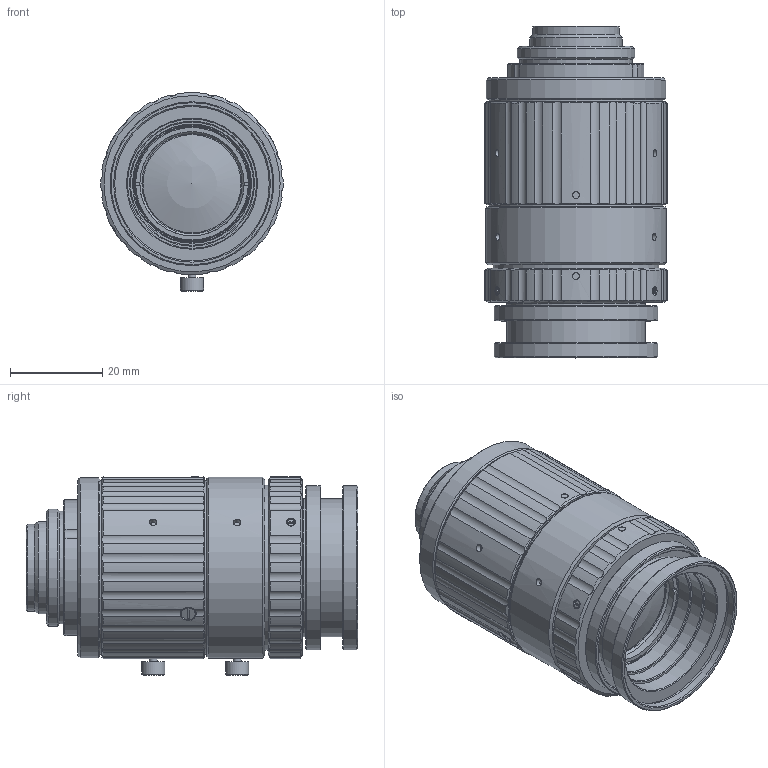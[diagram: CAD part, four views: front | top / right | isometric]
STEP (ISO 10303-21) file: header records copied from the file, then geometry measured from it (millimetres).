
FILE_DESCRIPTION(('STEP AP214'),'1');
FILE_NAME('SM3522-MP20.stp','2023-05-11T06:24:32',(' '),(' '),'Spatial InterOp 3D',' ',' ');
FILE_SCHEMA(('AUTOMOTIVE_DESIGN { 1 0 10303 214 1 1 1 1 }'));
Length unit declared in the file: metre
Products named in the file (3): SM3522-MP20; Component1; Component2
Assembly tree (2 placements, depth 2):
  SM3522-MP20
    Component1
    Component2
Bounding box: 39.5 x 71.91 x 43.11 mm (x, y, z)
Volume: 123139.9 mm3; surface area: 26901.2 mm2
Topology: 2 solids, 2 shells, 775 faces, 1966 edges, 1288 vertices
Faces by surface type: cylinder 338, plane 283, cone 136, bspline 10, torus 4, sphere 4
Full cylindrical faces by diameter (mm): 1.5 x4, 1.567 x8, 1.7 x4, 2 x2, 2.5 x2, 2.8 x2, 3 x8, 3.4 x2, 4.999 x4, 16.5 x2, 17.313 x2, 18.8 x2, 20.013 x2, 21.7 x2, 21.871 x1, 22.6 x2, 23 x2, 24.4 x2, 25.4 x4, 26.7 x2, 28 x2, 28.7 x1, 30 x2, 33.5 x2, 34 x2, 35.5 x2, 35.8 x2, 37.6 x4, 38.2 x4, 39 x2
Entity records: 31478 total; most frequent: CARTESIAN_POINT 7832, ORIENTED_EDGE 3498, DIRECTION 3434, EDGE_CURVE 1749, AXIS2_PLACEMENT_3D 1329, VERTEX_POINT 1229, EDGE_LOOP 1026, FACE_OUTER_BOUND 865
